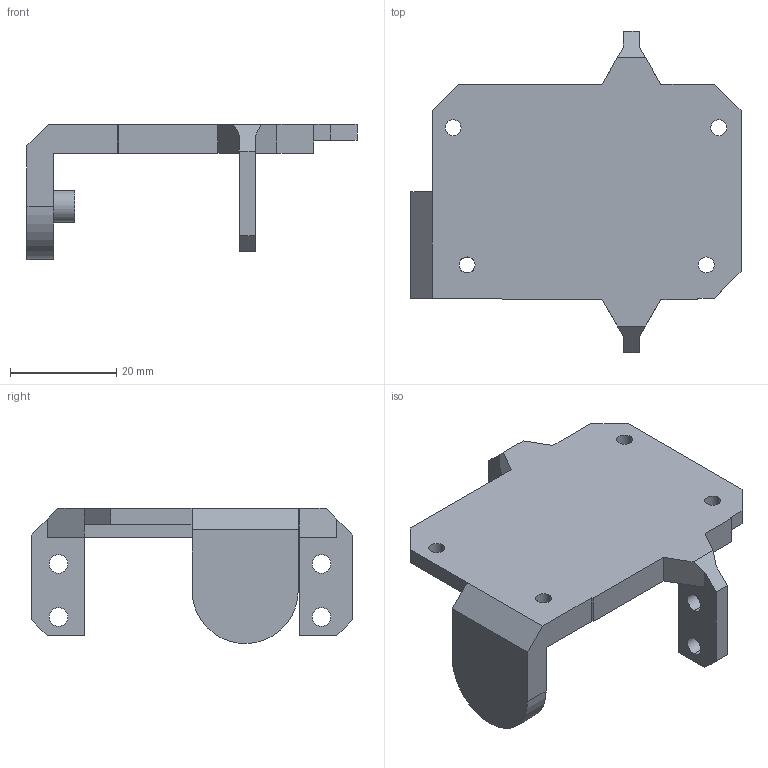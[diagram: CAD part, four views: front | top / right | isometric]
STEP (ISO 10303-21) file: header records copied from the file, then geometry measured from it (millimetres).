
FILE_DESCRIPTION (( 'STEP AP203' ), '1' );
FILE_NAME ('tilt component_Default_sldprt.STEP', '2020-11-13T20:13:41', ( '' ), ( '' ), 'SwSTEP 2.0', 'SolidWorks 2019', '' );
FILE_SCHEMA (( 'CONFIG_CONTROL_DESIGN' ));
Length unit declared in the file: millimetre
Products named in the file (1): tilt component_Default_sldprt
Bounding box: 62.13 x 60.5 x 25.42 mm (x, y, z)
Volume: 14580.2 mm3; surface area: 8135.4 mm2
Topology: 1 solids, 1 shells, 63 faces, 179 edges, 119 vertices
Faces by surface type: plane 42, cylinder 21
Entity records: 2198 total; most frequent: CARTESIAN_POINT 410, ORIENTED_EDGE 358, DIRECTION 345, EDGE_CURVE 179, LINE 137, VECTOR 137, VERTEX_POINT 119, AXIS2_PLACEMENT_3D 104
